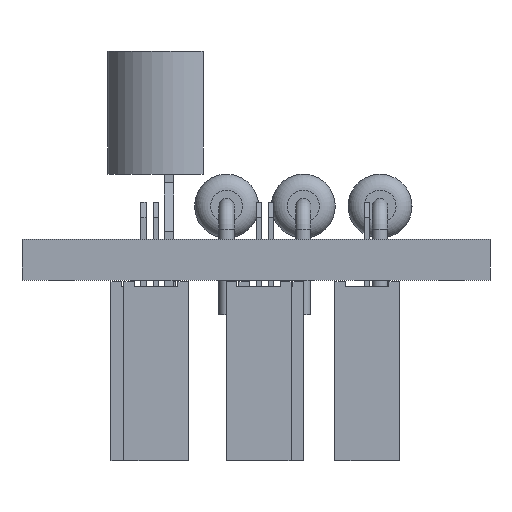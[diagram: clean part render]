
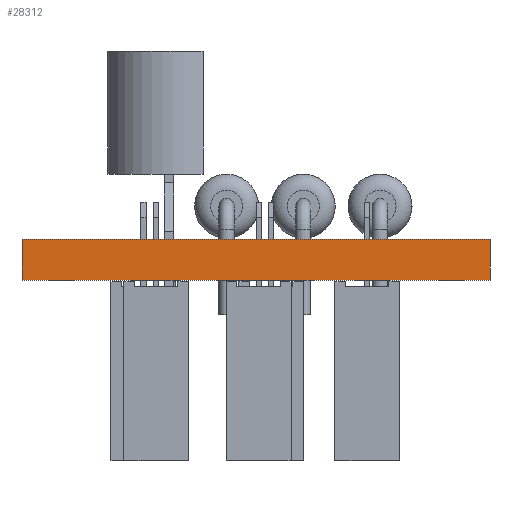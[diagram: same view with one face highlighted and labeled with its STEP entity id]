
A CAD part, front view. The second image highlights one B-rep face of the part: STEP entity #28312.
In plain terms, the highlighted planar face has unit normal (0, -1, 0).
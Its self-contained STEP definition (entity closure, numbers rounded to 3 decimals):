
#28131 = PLANE('',#28132);
#28132 = AXIS2_PLACEMENT_3D('',#28133,#28134,#28135);
#28133 = CARTESIAN_POINT('',(0.,-0.,0.));
#28134 = DIRECTION('',(1.,0.,-0.));
#28135 = DIRECTION('',(0.,-1.,0.));
#28156 = VERTEX_POINT('',#28157);
#28157 = CARTESIAN_POINT('',(0.,-43.5,1.6));
#28171 = PLANE('',#28172);
#28172 = AXIS2_PLACEMENT_3D('',#28173,#28174,#28175);
#28173 = CARTESIAN_POINT('',(9.15,-21.75,1.6));
#28174 = DIRECTION('',(0.,0.,1.));
#28175 = DIRECTION('',(1.,0.,-0.));
#28183 = EDGE_CURVE('',#28184,#28156,#28186,.T.);
#28184 = VERTEX_POINT('',#28185);
#28185 = CARTESIAN_POINT('',(0.,-43.5,0.));
#28186 = SURFACE_CURVE('',#28187,(#28191,#28198),.PCURVE_S1.);
#28187 = LINE('',#28188,#28189);
#28188 = CARTESIAN_POINT('',(0.,-43.5,0.));
#28189 = VECTOR('',#28190,1.);
#28190 = DIRECTION('',(0.,0.,1.));
#28191 = PCURVE('',#28131,#28192);
#28192 = DEFINITIONAL_REPRESENTATION('',(#28193),#28197);
#28193 = LINE('',#28194,#28195);
#28194 = CARTESIAN_POINT('',(43.5,0.));
#28195 = VECTOR('',#28196,1.);
#28196 = DIRECTION('',(0.,-1.));
#28197 = ( GEOMETRIC_REPRESENTATION_CONTEXT(2) 
PARAMETRIC_REPRESENTATION_CONTEXT() REPRESENTATION_CONTEXT('2D SPACE',''
  ) );
#28198 = PCURVE('',#28199,#28204);
#28199 = PLANE('',#28200);
#28200 = AXIS2_PLACEMENT_3D('',#28201,#28202,#28203);
#28201 = CARTESIAN_POINT('',(0.,-43.5,0.));
#28202 = DIRECTION('',(0.,1.,0.));
#28203 = DIRECTION('',(1.,0.,0.));
#28204 = DEFINITIONAL_REPRESENTATION('',(#28205),#28209);
#28205 = LINE('',#28206,#28207);
#28206 = CARTESIAN_POINT('',(0.,0.));
#28207 = VECTOR('',#28208,1.);
#28208 = DIRECTION('',(0.,-1.));
#28209 = ( GEOMETRIC_REPRESENTATION_CONTEXT(2) 
PARAMETRIC_REPRESENTATION_CONTEXT() REPRESENTATION_CONTEXT('2D SPACE',''
  ) );
#28225 = PLANE('',#28226);
#28226 = AXIS2_PLACEMENT_3D('',#28227,#28228,#28229);
#28227 = CARTESIAN_POINT('',(9.15,-21.75,0.));
#28228 = DIRECTION('',(0.,0.,1.));
#28229 = DIRECTION('',(1.,0.,-0.));
#28258 = PLANE('',#28259);
#28259 = AXIS2_PLACEMENT_3D('',#28260,#28261,#28262);
#28260 = CARTESIAN_POINT('',(18.3,-43.5,0.));
#28261 = DIRECTION('',(-1.,0.,0.));
#28262 = DIRECTION('',(0.,1.,0.));
#28312 = ADVANCED_FACE('',(#28313),#28199,.F.);
#28313 = FACE_BOUND('',#28314,.F.);
#28314 = EDGE_LOOP('',(#28315,#28316,#28339,#28362));
#28315 = ORIENTED_EDGE('',*,*,#28183,.T.);
#28316 = ORIENTED_EDGE('',*,*,#28317,.T.);
#28317 = EDGE_CURVE('',#28156,#28318,#28320,.T.);
#28318 = VERTEX_POINT('',#28319);
#28319 = CARTESIAN_POINT('',(18.3,-43.5,1.6));
#28320 = SURFACE_CURVE('',#28321,(#28325,#28332),.PCURVE_S1.);
#28321 = LINE('',#28322,#28323);
#28322 = CARTESIAN_POINT('',(0.,-43.5,1.6));
#28323 = VECTOR('',#28324,1.);
#28324 = DIRECTION('',(1.,0.,0.));
#28325 = PCURVE('',#28199,#28326);
#28326 = DEFINITIONAL_REPRESENTATION('',(#28327),#28331);
#28327 = LINE('',#28328,#28329);
#28328 = CARTESIAN_POINT('',(0.,-1.6));
#28329 = VECTOR('',#28330,1.);
#28330 = DIRECTION('',(1.,0.));
#28331 = ( GEOMETRIC_REPRESENTATION_CONTEXT(2) 
PARAMETRIC_REPRESENTATION_CONTEXT() REPRESENTATION_CONTEXT('2D SPACE',''
  ) );
#28332 = PCURVE('',#28171,#28333);
#28333 = DEFINITIONAL_REPRESENTATION('',(#28334),#28338);
#28334 = LINE('',#28335,#28336);
#28335 = CARTESIAN_POINT('',(-9.15,-21.75));
#28336 = VECTOR('',#28337,1.);
#28337 = DIRECTION('',(1.,0.));
#28338 = ( GEOMETRIC_REPRESENTATION_CONTEXT(2) 
PARAMETRIC_REPRESENTATION_CONTEXT() REPRESENTATION_CONTEXT('2D SPACE',''
  ) );
#28339 = ORIENTED_EDGE('',*,*,#28340,.F.);
#28340 = EDGE_CURVE('',#28341,#28318,#28343,.T.);
#28341 = VERTEX_POINT('',#28342);
#28342 = CARTESIAN_POINT('',(18.3,-43.5,0.));
#28343 = SURFACE_CURVE('',#28344,(#28348,#28355),.PCURVE_S1.);
#28344 = LINE('',#28345,#28346);
#28345 = CARTESIAN_POINT('',(18.3,-43.5,0.));
#28346 = VECTOR('',#28347,1.);
#28347 = DIRECTION('',(0.,0.,1.));
#28348 = PCURVE('',#28199,#28349);
#28349 = DEFINITIONAL_REPRESENTATION('',(#28350),#28354);
#28350 = LINE('',#28351,#28352);
#28351 = CARTESIAN_POINT('',(18.3,0.));
#28352 = VECTOR('',#28353,1.);
#28353 = DIRECTION('',(0.,-1.));
#28354 = ( GEOMETRIC_REPRESENTATION_CONTEXT(2) 
PARAMETRIC_REPRESENTATION_CONTEXT() REPRESENTATION_CONTEXT('2D SPACE',''
  ) );
#28355 = PCURVE('',#28258,#28356);
#28356 = DEFINITIONAL_REPRESENTATION('',(#28357),#28361);
#28357 = LINE('',#28358,#28359);
#28358 = CARTESIAN_POINT('',(0.,0.));
#28359 = VECTOR('',#28360,1.);
#28360 = DIRECTION('',(0.,-1.));
#28361 = ( GEOMETRIC_REPRESENTATION_CONTEXT(2) 
PARAMETRIC_REPRESENTATION_CONTEXT() REPRESENTATION_CONTEXT('2D SPACE',''
  ) );
#28362 = ORIENTED_EDGE('',*,*,#28363,.F.);
#28363 = EDGE_CURVE('',#28184,#28341,#28364,.T.);
#28364 = SURFACE_CURVE('',#28365,(#28369,#28376),.PCURVE_S1.);
#28365 = LINE('',#28366,#28367);
#28366 = CARTESIAN_POINT('',(0.,-43.5,0.));
#28367 = VECTOR('',#28368,1.);
#28368 = DIRECTION('',(1.,0.,0.));
#28369 = PCURVE('',#28199,#28370);
#28370 = DEFINITIONAL_REPRESENTATION('',(#28371),#28375);
#28371 = LINE('',#28372,#28373);
#28372 = CARTESIAN_POINT('',(0.,0.));
#28373 = VECTOR('',#28374,1.);
#28374 = DIRECTION('',(1.,0.));
#28375 = ( GEOMETRIC_REPRESENTATION_CONTEXT(2) 
PARAMETRIC_REPRESENTATION_CONTEXT() REPRESENTATION_CONTEXT('2D SPACE',''
  ) );
#28376 = PCURVE('',#28225,#28377);
#28377 = DEFINITIONAL_REPRESENTATION('',(#28378),#28382);
#28378 = LINE('',#28379,#28380);
#28379 = CARTESIAN_POINT('',(-9.15,-21.75));
#28380 = VECTOR('',#28381,1.);
#28381 = DIRECTION('',(1.,0.));
#28382 = ( GEOMETRIC_REPRESENTATION_CONTEXT(2) 
PARAMETRIC_REPRESENTATION_CONTEXT() REPRESENTATION_CONTEXT('2D SPACE',''
  ) );
